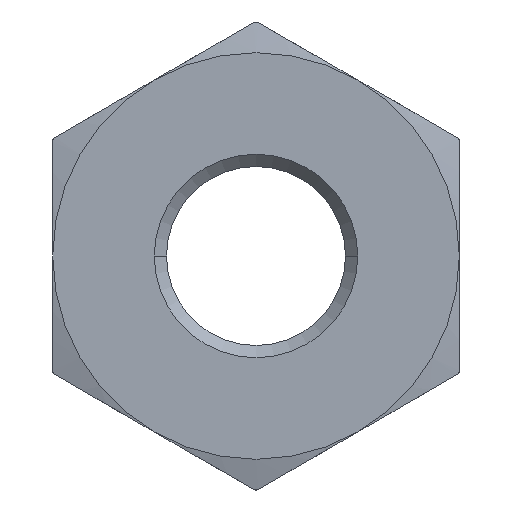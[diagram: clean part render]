
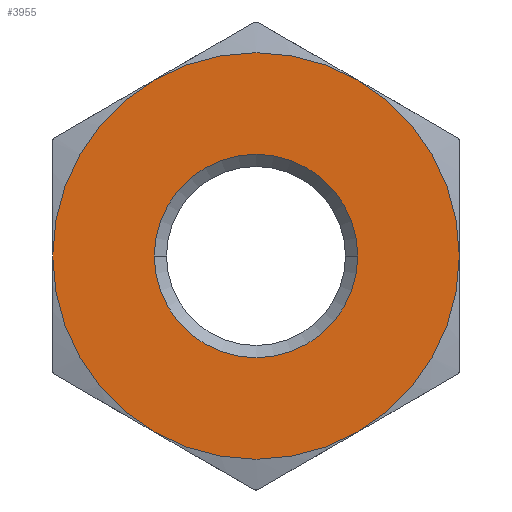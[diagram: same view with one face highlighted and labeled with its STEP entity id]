
A CAD part, front view. The second image highlights one B-rep face of the part: STEP entity #3955.
In plain terms, the highlighted planar face has unit normal (0, -1, 0).
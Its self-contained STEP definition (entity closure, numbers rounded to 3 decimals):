
#309 = DIRECTION ( 'NONE',  ( 1., 0., 0. ) ) ;
#633 = EDGE_CURVE ( 'NONE', #13178, #5113, #9473, .T. ) ;
#903 = CARTESIAN_POINT ( 'NONE',  ( -6.5, 0., 11.258 ) ) ;
#915 = ORIENTED_EDGE ( 'NONE', *, *, #3265, .F. ) ;
#1428 = EDGE_CURVE ( 'NONE', #4756, #4248, #8785, .T. ) ;
#1502 = EDGE_CURVE ( 'NONE', #7407, #2981, #4951, .T. ) ;
#1749 = CARTESIAN_POINT ( 'NONE',  ( 0., 0., 0. ) ) ;
#1921 = CARTESIAN_POINT ( 'NONE',  ( 0., 0., 0. ) ) ;
#2495 = DIRECTION ( 'NONE',  ( 1., 0., 0. ) ) ;
#2564 = CIRCLE ( 'NONE', #7119, 13. ) ;
#2594 = ORIENTED_EDGE ( 'NONE', *, *, #1428, .T. ) ;
#2606 = EDGE_LOOP ( 'NONE', ( #13051, #8456, #3533, #13186, #2594, #9207 ) ) ;
#2887 = CIRCLE ( 'NONE', #6942, 6.507 ) ;
#2981 = VERTEX_POINT ( 'NONE', #10813 ) ;
#3180 = DIRECTION ( 'NONE',  ( 1., 0., 0. ) ) ;
#3265 = EDGE_CURVE ( 'NONE', #5113, #13178, #2887, .T. ) ;
#3508 = DIRECTION ( 'NONE',  ( 0., -1., 0. ) ) ;
#3533 = ORIENTED_EDGE ( 'NONE', *, *, #11950, .T. ) ;
#3607 = CARTESIAN_POINT ( 'NONE',  ( 6.507, 0., 0. ) ) ;
#3897 = DIRECTION ( 'NONE',  ( 0., 1., 0. ) ) ;
#3952 = DIRECTION ( 'NONE',  ( 1., 0., 0. ) ) ;
#3955 = ADVANCED_FACE ( 'NONE', ( #11302, #9527 ), #13380, .F. ) ;
#4108 = AXIS2_PLACEMENT_3D ( 'NONE', #1749, #9157, #3952 ) ;
#4248 = VERTEX_POINT ( 'NONE', #903 ) ;
#4596 = DIRECTION ( 'NONE',  ( 0., -1., 0. ) ) ;
#4756 = VERTEX_POINT ( 'NONE', #11195 ) ;
#4780 = CARTESIAN_POINT ( 'NONE',  ( 6.5, 0., -11.258 ) ) ;
#4951 = CIRCLE ( 'NONE', #10149, 13. ) ;
#5113 = VERTEX_POINT ( 'NONE', #3607 ) ;
#5596 = CARTESIAN_POINT ( 'NONE',  ( 0., 0., 0. ) ) ;
#5935 = DIRECTION ( 'NONE',  ( 1., 0., 0. ) ) ;
#6063 = CARTESIAN_POINT ( 'NONE',  ( -6.507, 0., 0. ) ) ;
#6881 = CARTESIAN_POINT ( 'NONE',  ( 0., 0., 0. ) ) ;
#6942 = AXIS2_PLACEMENT_3D ( 'NONE', #13662, #7444, #8439 ) ;
#6997 = AXIS2_PLACEMENT_3D ( 'NONE', #12621, #8462, #3180 ) ;
#7119 = AXIS2_PLACEMENT_3D ( 'NONE', #5596, #4596, #7798 ) ;
#7265 = ORIENTED_EDGE ( 'NONE', *, *, #633, .F. ) ;
#7407 = VERTEX_POINT ( 'NONE', #8644 ) ;
#7444 = DIRECTION ( 'NONE',  ( 0., -1., 0. ) ) ;
#7656 = CARTESIAN_POINT ( 'NONE',  ( 0., 0., 0. ) ) ;
#7781 = CARTESIAN_POINT ( 'NONE',  ( 0., 0., 0. ) ) ;
#7785 = CARTESIAN_POINT ( 'NONE',  ( 0., 0., 0. ) ) ;
#7798 = DIRECTION ( 'NONE',  ( 1., 0., 0. ) ) ;
#7883 = EDGE_CURVE ( 'NONE', #2981, #12990, #11085, .T. ) ;
#8439 = DIRECTION ( 'NONE',  ( 1., 0., 0. ) ) ;
#8456 = ORIENTED_EDGE ( 'NONE', *, *, #7883, .T. ) ;
#8462 = DIRECTION ( 'NONE',  ( 0., -1., 0. ) ) ;
#8644 = CARTESIAN_POINT ( 'NONE',  ( -13., 0., 0. ) ) ;
#8683 = AXIS2_PLACEMENT_3D ( 'NONE', #1921, #3897, #11292 ) ;
#8709 = DIRECTION ( 'NONE',  ( 0., -1., 0. ) ) ;
#8785 = CIRCLE ( 'NONE', #9170, 13. ) ;
#9157 = DIRECTION ( 'NONE',  ( 0., -1., 0. ) ) ;
#9170 = AXIS2_PLACEMENT_3D ( 'NONE', #7781, #3508, #2495 ) ;
#9207 = ORIENTED_EDGE ( 'NONE', *, *, #13461, .T. ) ;
#9473 = CIRCLE ( 'NONE', #6997, 6.507 ) ;
#9527 = FACE_BOUND ( 'NONE', #11288, .T. ) ;
#9738 = DIRECTION ( 'NONE',  ( 1., 0., 0. ) ) ;
#9842 = DIRECTION ( 'NONE',  ( 0., -1., 0. ) ) ;
#10149 = AXIS2_PLACEMENT_3D ( 'NONE', #6881, #11172, #5935 ) ;
#10193 = CIRCLE ( 'NONE', #11406, 13. ) ;
#10381 = EDGE_CURVE ( 'NONE', #12713, #4756, #10193, .T. ) ;
#10813 = CARTESIAN_POINT ( 'NONE',  ( -6.5, 0., -11.258 ) ) ;
#11085 = CIRCLE ( 'NONE', #4108, 13. ) ;
#11172 = DIRECTION ( 'NONE',  ( 0., -1., 0. ) ) ;
#11195 = CARTESIAN_POINT ( 'NONE',  ( 6.5, 0., 11.258 ) ) ;
#11288 = EDGE_LOOP ( 'NONE', ( #915, #7265 ) ) ;
#11292 = DIRECTION ( 'NONE',  ( 0., 0., 1. ) ) ;
#11302 = FACE_OUTER_BOUND ( 'NONE', #2606, .T. ) ;
#11406 = AXIS2_PLACEMENT_3D ( 'NONE', #7785, #8709, #9738 ) ;
#11950 = EDGE_CURVE ( 'NONE', #12990, #12713, #2564, .T. ) ;
#12621 = CARTESIAN_POINT ( 'NONE',  ( 0., 0., 0. ) ) ;
#12713 = VERTEX_POINT ( 'NONE', #12715 ) ;
#12715 = CARTESIAN_POINT ( 'NONE',  ( 13., 0., 0. ) ) ;
#12815 = AXIS2_PLACEMENT_3D ( 'NONE', #7656, #9842, #309 ) ;
#12990 = VERTEX_POINT ( 'NONE', #4780 ) ;
#13051 = ORIENTED_EDGE ( 'NONE', *, *, #1502, .T. ) ;
#13080 = CIRCLE ( 'NONE', #12815, 13. ) ;
#13178 = VERTEX_POINT ( 'NONE', #6063 ) ;
#13186 = ORIENTED_EDGE ( 'NONE', *, *, #10381, .T. ) ;
#13380 = PLANE ( 'NONE',  #8683 ) ;
#13461 = EDGE_CURVE ( 'NONE', #4248, #7407, #13080, .T. ) ;
#13662 = CARTESIAN_POINT ( 'NONE',  ( 0., 0., 0. ) ) ;
